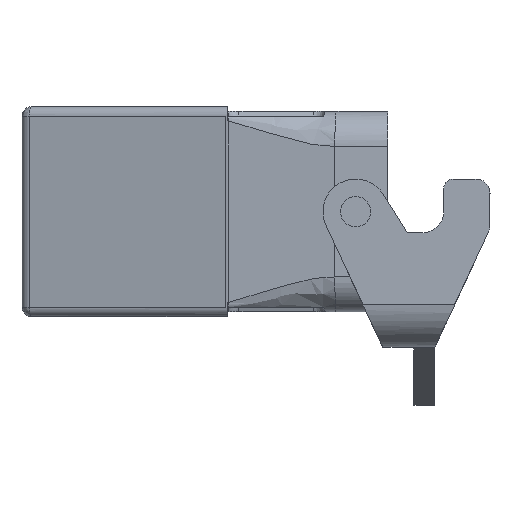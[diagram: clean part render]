
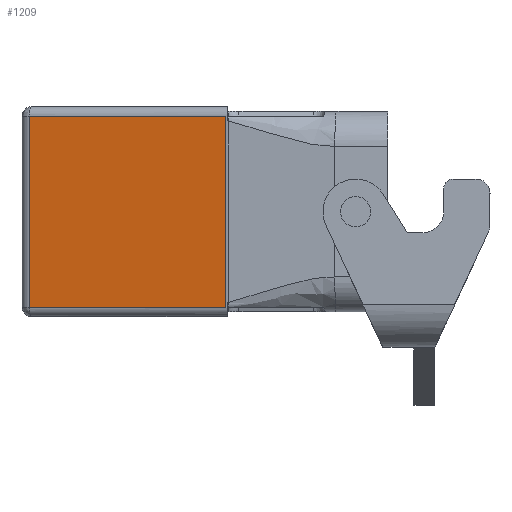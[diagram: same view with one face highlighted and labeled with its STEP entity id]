
A CAD part, left-side view. The second image highlights one B-rep face of the part: STEP entity #1209.
In plain terms, the highlighted planar face has unit normal (-0.982, 0.191, 0).
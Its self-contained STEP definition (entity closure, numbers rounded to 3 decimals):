
#1209=ADVANCED_FACE('',(#1464),#5802,.T.);
#1464=FACE_OUTER_BOUND('',#1723,.T.);
#1723=EDGE_LOOP('',(#2536,#2537,#2538,#2539));
#2536=ORIENTED_EDGE('',*,*,#4076,.T.);
#2537=ORIENTED_EDGE('',*,*,#4077,.T.);
#2538=ORIENTED_EDGE('',*,*,#4078,.T.);
#2539=ORIENTED_EDGE('',*,*,#4079,.T.);
#3500=VERTEX_POINT('',#9129);
#3501=VERTEX_POINT('',#9130);
#3502=VERTEX_POINT('',#9132);
#3503=VERTEX_POINT('',#9134);
#4076=EDGE_CURVE('',#3500,#3501,#4688,.T.);
#4077=EDGE_CURVE('',#3501,#3502,#4689,.T.);
#4078=EDGE_CURVE('',#3502,#3503,#4690,.T.);
#4079=EDGE_CURVE('',#3503,#3500,#4691,.T.);
#4688=LINE('',#9128,#5170);
#4689=LINE('',#9131,#5171);
#4690=LINE('',#9133,#5172);
#4691=LINE('',#9135,#5173);
#5170=VECTOR('',#7096,1.);
#5171=VECTOR('',#7097,1.);
#5172=VECTOR('',#7098,1.);
#5173=VECTOR('',#7099,1.);
#5802=PLANE('',#6234);
#6234=AXIS2_PLACEMENT_3D('',#9136,#7100,#7101);
#7096=DIRECTION('',(0.,0.,-1.));
#7097=DIRECTION('',(-0.191,-0.982,0.));
#7098=DIRECTION('',(0.,0.,1.));
#7099=DIRECTION('',(0.191,0.982,0.));
#7100=DIRECTION('',(-0.982,0.191,0.));
#7101=DIRECTION('',(-0.191,-0.982,0.));
#9128=CARTESIAN_POINT('',(-50.012,65.382,20.5));
#9129=CARTESIAN_POINT('',(-50.012,65.382,20.5));
#9130=CARTESIAN_POINT('',(-50.012,65.382,-20.5));
#9131=CARTESIAN_POINT('',(-50.012,65.382,-20.5));
#9132=CARTESIAN_POINT('',(-58.195,23.285,-20.5));
#9133=CARTESIAN_POINT('',(-58.195,23.285,-20.5));
#9134=CARTESIAN_POINT('',(-58.195,23.285,20.5));
#9135=CARTESIAN_POINT('',(-58.195,23.285,20.5));
#9136=CARTESIAN_POINT('',(-49.251,69.298,-22.6));
